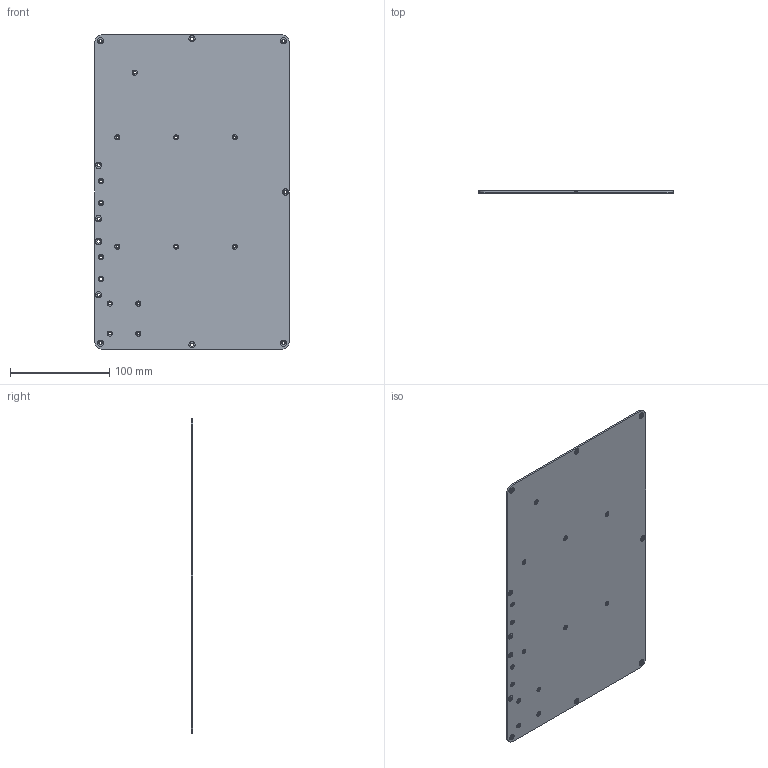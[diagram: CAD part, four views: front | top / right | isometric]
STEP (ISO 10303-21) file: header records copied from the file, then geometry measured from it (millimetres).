
FILE_DESCRIPTION(/* description */ (''),/* implementation_level */ '2;1');
FILE_NAME(/* name */ 'BottomPlate.stp',/* time_stamp */ '2023-10-26T16:50:41+08:00',/* author */ ('Administrator'),/* organization */ (''),/* preprocessor_version */ 'ST-DEVELOPER v19.2',/* originating_system */ 'Autodesk Inventor 2024',/* authorisation */ '');
FILE_SCHEMA (('AUTOMOTIVE_DESIGN { 1 0 10303 214 3 1 1 }'));
Length unit declared in the file: millimetre
Products named in the file (1): BottomPlate
Bounding box: 196 x 2 x 316 mm (x, y, z)
Volume: 122937.1 mm3; surface area: 126131.1 mm2
Topology: 1 solids, 1 shells, 88 faces, 180 edges, 120 vertices
Faces by surface type: cylinder 56, plane 32
Full cylindrical faces by diameter (mm): 2.7 x15, 3.2 x11, 5.2 x15, 6.2 x11
Entity records: 2620 total; most frequent: DIRECTION 470, CARTESIAN_POINT 389, ORIENTED_EDGE 360, AXIS2_PLACEMENT_3D 201, EDGE_CURVE 180, EDGE_LOOP 166, VERTEX_POINT 120, CIRCLE 112
